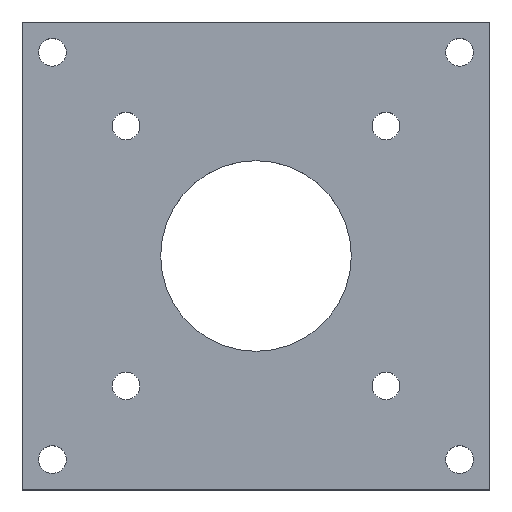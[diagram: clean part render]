
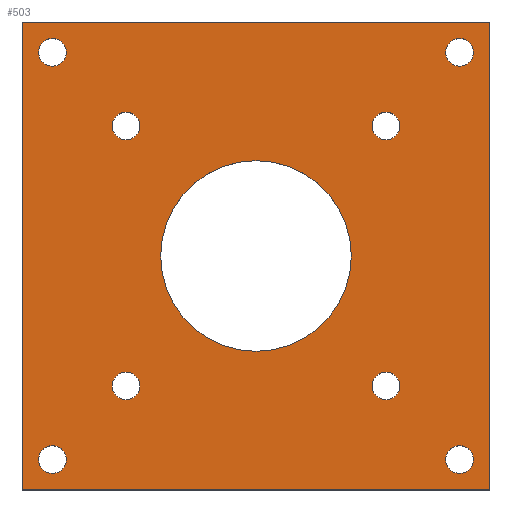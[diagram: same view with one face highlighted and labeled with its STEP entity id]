
A CAD part, top view. The second image highlights one B-rep face of the part: STEP entity #503.
In plain terms, the highlighted free-form (B-spline) face has degree [1, 1] with [2, 2] control points.
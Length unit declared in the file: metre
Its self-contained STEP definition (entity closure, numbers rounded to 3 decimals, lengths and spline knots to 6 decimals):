
#12=LINE('',#848,#24);
#16=LINE('',#860,#28);
#19=LINE('',#869,#31);
#22=LINE('',#948,#34);
#24=VECTOR('',#605,1.);
#28=VECTOR('',#609,1.);
#31=VECTOR('',#612,1.);
#34=VECTOR('',#643,1.);
#41=B_SPLINE_SURFACE_WITH_KNOTS('',1,1,((#965,#966),(#967,#968)),
 .PLANE_SURF.,.F.,.F.,.F.,(2,2),(2,2),(0.,1.),(0.,1.),.UNSPECIFIED.);
#177=ORIENTED_EDGE('',*,*,#249,.F.);
#178=ORIENTED_EDGE('',*,*,#253,.T.);
#179=ORIENTED_EDGE('',*,*,#256,.T.);
#180=ORIENTED_EDGE('',*,*,#273,.F.);
#181=ORIENTED_EDGE('',*,*,#272,.F.);
#182=ORIENTED_EDGE('',*,*,#217,.F.);
#183=ORIENTED_EDGE('',*,*,#270,.F.);
#184=ORIENTED_EDGE('',*,*,#221,.F.);
#185=ORIENTED_EDGE('',*,*,#248,.F.);
#186=ORIENTED_EDGE('',*,*,#245,.F.);
#187=ORIENTED_EDGE('',*,*,#268,.F.);
#188=ORIENTED_EDGE('',*,*,#225,.F.);
#189=ORIENTED_EDGE('',*,*,#266,.F.);
#190=ORIENTED_EDGE('',*,*,#229,.F.);
#191=ORIENTED_EDGE('',*,*,#264,.F.);
#192=ORIENTED_EDGE('',*,*,#233,.F.);
#193=ORIENTED_EDGE('',*,*,#262,.F.);
#194=ORIENTED_EDGE('',*,*,#237,.F.);
#195=ORIENTED_EDGE('',*,*,#260,.F.);
#196=ORIENTED_EDGE('',*,*,#241,.F.);
#197=ORIENTED_EDGE('',*,*,#276,.F.);
#198=ORIENTED_EDGE('',*,*,#213,.F.);
#213=EDGE_CURVE('',#285,#286,#330,.T.);
#217=EDGE_CURVE('',#289,#290,#332,.T.);
#221=EDGE_CURVE('',#293,#294,#334,.T.);
#225=EDGE_CURVE('',#297,#298,#336,.T.);
#229=EDGE_CURVE('',#301,#302,#338,.T.);
#233=EDGE_CURVE('',#305,#306,#340,.T.);
#237=EDGE_CURVE('',#309,#310,#342,.T.);
#241=EDGE_CURVE('',#313,#314,#344,.T.);
#245=EDGE_CURVE('',#317,#318,#346,.T.);
#248=EDGE_CURVE('',#318,#317,#348,.T.);
#249=EDGE_CURVE('',#319,#320,#12,.T.);
#253=EDGE_CURVE('',#319,#323,#16,.T.);
#256=EDGE_CURVE('',#323,#325,#19,.T.);
#260=EDGE_CURVE('',#314,#313,#350,.T.);
#262=EDGE_CURVE('',#310,#309,#352,.T.);
#264=EDGE_CURVE('',#306,#305,#354,.T.);
#266=EDGE_CURVE('',#302,#301,#356,.T.);
#268=EDGE_CURVE('',#298,#297,#358,.T.);
#270=EDGE_CURVE('',#294,#293,#360,.T.);
#272=EDGE_CURVE('',#290,#289,#362,.T.);
#273=EDGE_CURVE('',#320,#325,#22,.T.);
#276=EDGE_CURVE('',#286,#285,#364,.T.);
#285=VERTEX_POINT('',#685);
#286=VERTEX_POINT('',#687);
#289=VERTEX_POINT('',#703);
#290=VERTEX_POINT('',#705);
#293=VERTEX_POINT('',#721);
#294=VERTEX_POINT('',#723);
#297=VERTEX_POINT('',#739);
#298=VERTEX_POINT('',#741);
#301=VERTEX_POINT('',#757);
#302=VERTEX_POINT('',#759);
#305=VERTEX_POINT('',#775);
#306=VERTEX_POINT('',#777);
#309=VERTEX_POINT('',#793);
#310=VERTEX_POINT('',#795);
#313=VERTEX_POINT('',#811);
#314=VERTEX_POINT('',#813);
#317=VERTEX_POINT('',#829);
#318=VERTEX_POINT('',#831);
#319=VERTEX_POINT('',#849);
#320=VERTEX_POINT('',#850);
#323=VERTEX_POINT('',#861);
#325=VERTEX_POINT('',#870);
#330=CIRCLE('',#522,0.0016);
#332=CIRCLE('',#524,0.011);
#334=CIRCLE('',#526,0.0016);
#336=CIRCLE('',#528,0.0016);
#338=CIRCLE('',#530,0.0016);
#340=CIRCLE('',#532,0.0016);
#342=CIRCLE('',#534,0.0016);
#344=CIRCLE('',#536,0.0016);
#346=CIRCLE('',#538,0.0016);
#348=CIRCLE('',#540,0.0016);
#350=CIRCLE('',#542,0.0016);
#352=CIRCLE('',#544,0.0016);
#354=CIRCLE('',#546,0.0016);
#356=CIRCLE('',#548,0.0016);
#358=CIRCLE('',#550,0.0016);
#360=CIRCLE('',#552,0.0016);
#362=CIRCLE('',#554,0.011);
#364=CIRCLE('',#556,0.0016);
#400=EDGE_LOOP('',(#177,#178,#179,#180));
#401=EDGE_LOOP('',(#181,#182));
#402=EDGE_LOOP('',(#183,#184));
#403=EDGE_LOOP('',(#185,#186));
#404=EDGE_LOOP('',(#187,#188));
#405=EDGE_LOOP('',(#189,#190));
#406=EDGE_LOOP('',(#191,#192));
#407=EDGE_LOOP('',(#193,#194));
#408=EDGE_LOOP('',(#195,#196));
#409=EDGE_LOOP('',(#197,#198));
#446=FACE_BOUND('',#400,.T.);
#447=FACE_BOUND('',#401,.T.);
#448=FACE_BOUND('',#402,.T.);
#449=FACE_BOUND('',#403,.T.);
#450=FACE_BOUND('',#404,.T.);
#451=FACE_BOUND('',#405,.T.);
#452=FACE_BOUND('',#406,.T.);
#453=FACE_BOUND('',#407,.T.);
#454=FACE_BOUND('',#408,.T.);
#455=FACE_BOUND('',#409,.T.);
#503=ADVANCED_FACE('',(#446,#447,#448,#449,#450,#451,#452,#453,#454,#455),
#41,.T.);
#522=AXIS2_PLACEMENT_3D('',#686,#567,#568);
#524=AXIS2_PLACEMENT_3D('',#704,#571,#572);
#526=AXIS2_PLACEMENT_3D('',#722,#575,#576);
#528=AXIS2_PLACEMENT_3D('',#740,#579,#580);
#530=AXIS2_PLACEMENT_3D('',#758,#583,#584);
#532=AXIS2_PLACEMENT_3D('',#776,#587,#588);
#534=AXIS2_PLACEMENT_3D('',#794,#591,#592);
#536=AXIS2_PLACEMENT_3D('',#812,#595,#596);
#538=AXIS2_PLACEMENT_3D('',#830,#599,#600);
#540=AXIS2_PLACEMENT_3D('',#843,#603,#604);
#542=AXIS2_PLACEMENT_3D('',#883,#617,#618);
#544=AXIS2_PLACEMENT_3D('',#893,#621,#622);
#546=AXIS2_PLACEMENT_3D('',#903,#625,#626);
#548=AXIS2_PLACEMENT_3D('',#913,#629,#630);
#550=AXIS2_PLACEMENT_3D('',#923,#633,#634);
#552=AXIS2_PLACEMENT_3D('',#933,#637,#638);
#554=AXIS2_PLACEMENT_3D('',#943,#641,#642);
#556=AXIS2_PLACEMENT_3D('',#959,#647,#648);
#567=DIRECTION('',(0.,0.,1.));
#568=DIRECTION('',(1.,0.,0.));
#571=DIRECTION('',(0.,0.,1.));
#572=DIRECTION('',(1.,0.,0.));
#575=DIRECTION('',(0.,0.,1.));
#576=DIRECTION('',(1.,0.,0.));
#579=DIRECTION('',(0.,0.,1.));
#580=DIRECTION('',(1.,0.,0.));
#583=DIRECTION('',(0.,0.,1.));
#584=DIRECTION('',(1.,0.,0.));
#587=DIRECTION('',(0.,0.,1.));
#588=DIRECTION('',(1.,0.,0.));
#591=DIRECTION('',(0.,0.,1.));
#592=DIRECTION('',(1.,0.,0.));
#595=DIRECTION('',(0.,0.,1.));
#596=DIRECTION('',(1.,0.,0.));
#599=DIRECTION('',(0.,0.,1.));
#600=DIRECTION('',(1.,0.,0.));
#603=DIRECTION('',(0.,0.,1.));
#604=DIRECTION('',(1.,0.,0.));
#605=DIRECTION('',(0.,-1.,0.));
#609=DIRECTION('',(-1.,0.,0.));
#612=DIRECTION('',(0.,-1.,0.));
#617=DIRECTION('',(0.,0.,1.));
#618=DIRECTION('',(1.,0.,0.));
#621=DIRECTION('',(0.,0.,1.));
#622=DIRECTION('',(1.,0.,0.));
#625=DIRECTION('',(0.,0.,1.));
#626=DIRECTION('',(1.,0.,0.));
#629=DIRECTION('',(0.,0.,1.));
#630=DIRECTION('',(1.,0.,0.));
#633=DIRECTION('',(0.,0.,1.));
#634=DIRECTION('',(1.,0.,0.));
#637=DIRECTION('',(0.,0.,1.));
#638=DIRECTION('',(1.,0.,0.));
#641=DIRECTION('',(0.,0.,1.));
#642=DIRECTION('',(1.,0.,0.));
#643=DIRECTION('',(-1.,0.,0.));
#647=DIRECTION('',(0.,0.,1.));
#648=DIRECTION('',(1.,0.,0.));
#685=CARTESIAN_POINT('',(-0.0251,0.0235,-0.03));
#686=CARTESIAN_POINT('',(-0.0235,0.0235,-0.03));
#687=CARTESIAN_POINT('',(-0.0219,0.0235,-0.03));
#703=CARTESIAN_POINT('',(-0.011,0.,-0.03));
#704=CARTESIAN_POINT('',(0.,0.,-0.03));
#705=CARTESIAN_POINT('',(0.011,0.,-0.03));
#721=CARTESIAN_POINT('',(0.0134,-0.015,-0.03));
#722=CARTESIAN_POINT('',(0.015,-0.015,-0.03));
#723=CARTESIAN_POINT('',(0.0166,-0.015,-0.03));
#739=CARTESIAN_POINT('',(-0.0166,0.015,-0.03));
#740=CARTESIAN_POINT('',(-0.015,0.015,-0.03));
#741=CARTESIAN_POINT('',(-0.0134,0.015,-0.03));
#757=CARTESIAN_POINT('',(0.0134,0.015,-0.03));
#758=CARTESIAN_POINT('',(0.015,0.015,-0.03));
#759=CARTESIAN_POINT('',(0.0166,0.015,-0.03));
#775=CARTESIAN_POINT('',(0.0219,0.0235,-0.03));
#776=CARTESIAN_POINT('',(0.0235,0.0235,-0.03));
#777=CARTESIAN_POINT('',(0.0251,0.0235,-0.03));
#793=CARTESIAN_POINT('',(0.0219,-0.0235,-0.03));
#794=CARTESIAN_POINT('',(0.0235,-0.0235,-0.03));
#795=CARTESIAN_POINT('',(0.0251,-0.0235,-0.03));
#811=CARTESIAN_POINT('',(-0.0251,-0.0235,-0.03));
#812=CARTESIAN_POINT('',(-0.0235,-0.0235,-0.03));
#813=CARTESIAN_POINT('',(-0.0219,-0.0235,-0.03));
#829=CARTESIAN_POINT('',(-0.0166,-0.015,-0.03));
#830=CARTESIAN_POINT('',(-0.015,-0.015,-0.03));
#831=CARTESIAN_POINT('',(-0.0134,-0.015,-0.03));
#843=CARTESIAN_POINT('',(-0.015,-0.015,-0.03));
#848=CARTESIAN_POINT('',(0.027,0.,-0.03));
#849=CARTESIAN_POINT('',(0.027,0.027,-0.03));
#850=CARTESIAN_POINT('',(0.027,-0.027,-0.03));
#860=CARTESIAN_POINT('',(0.,0.027,-0.03));
#861=CARTESIAN_POINT('',(-0.027,0.027,-0.03));
#869=CARTESIAN_POINT('',(-0.027,0.,-0.03));
#870=CARTESIAN_POINT('',(-0.027,-0.027,-0.03));
#883=CARTESIAN_POINT('',(-0.0235,-0.0235,-0.03));
#893=CARTESIAN_POINT('',(0.0235,-0.0235,-0.03));
#903=CARTESIAN_POINT('',(0.0235,0.0235,-0.03));
#913=CARTESIAN_POINT('',(0.015,0.015,-0.03));
#923=CARTESIAN_POINT('',(-0.015,0.015,-0.03));
#933=CARTESIAN_POINT('',(0.015,-0.015,-0.03));
#943=CARTESIAN_POINT('',(0.,0.,-0.03));
#948=CARTESIAN_POINT('',(0.,-0.027,-0.03));
#959=CARTESIAN_POINT('',(-0.0235,0.0235,-0.03));
#965=CARTESIAN_POINT('',(-0.0297,-0.0297,-0.03));
#966=CARTESIAN_POINT('',(-0.0297,0.0297,-0.03));
#967=CARTESIAN_POINT('',(0.0297,-0.0297,-0.03));
#968=CARTESIAN_POINT('',(0.0297,0.0297,-0.03));
